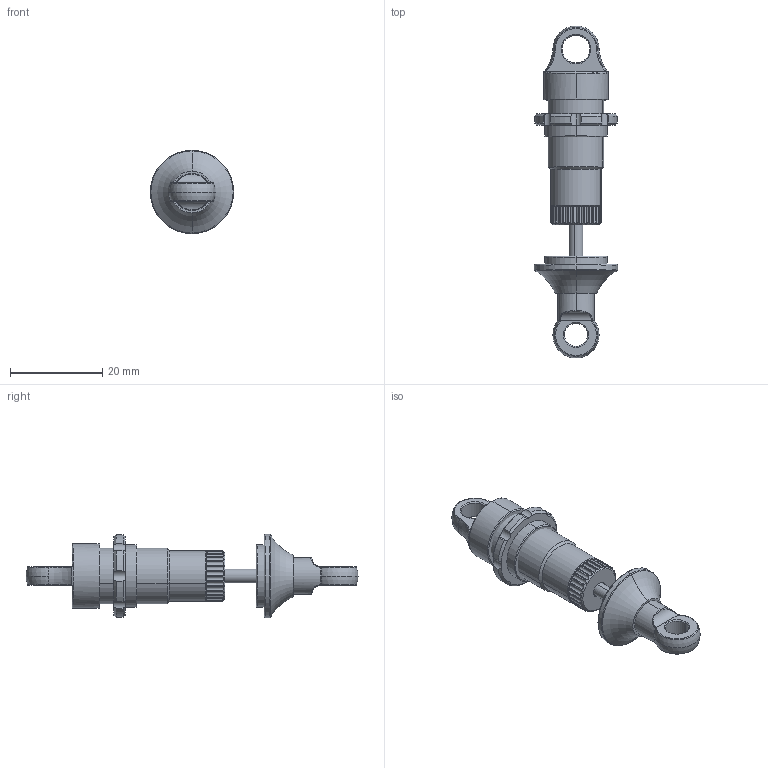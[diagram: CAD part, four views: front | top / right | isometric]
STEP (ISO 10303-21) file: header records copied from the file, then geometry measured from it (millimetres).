
FILE_DESCRIPTION (( 'STEP AP203' ), '1' );
FILE_NAME ('澗觼澗夥_Sub Assy.STEP', '2019-10-18T06:36:48', ( '' ), ( '' ), 'SwSTEP 2.0', 'SolidWorks 2017', '' );
FILE_SCHEMA (( 'CONFIG_CONTROL_DESIGN' ));
Length unit declared in the file: millimetre
Products named in the file (7): Shock BUTTOM Ball End; Shock AIR Cup End; Shock Adjustment Nut; 澗觼澗夥_Sub Assy; Shock TOP Ball End; Shock BODY1; Shock shaft
Assembly tree (6 placements, depth 2):
  澗觼澗夥_Sub Assy
    Shock TOP Ball End
    Shock BODY1
    Shock AIR Cup End
    Shock shaft
    Shock BUTTOM Ball End
    Shock Adjustment Nut
Bounding box: 18 x 71.8 x 18 mm (x, y, z)
Volume: 4744.7 mm3; surface area: 5696.6 mm2
Topology: 6 solids, 6 shells, 291 faces, 734 edges, 461 vertices
Faces by surface type: cylinder 128, torus 58, cone 50, bspline 28, plane 23, sphere 4
Entity records: 10857 total; most frequent: CARTESIAN_POINT 3319, ORIENTED_EDGE 1464, DIRECTION 1444, EDGE_CURVE 732, AXIS2_PLACEMENT_3D 640, VERTEX_POINT 461, CIRCLE 368, EDGE_LOOP 307
